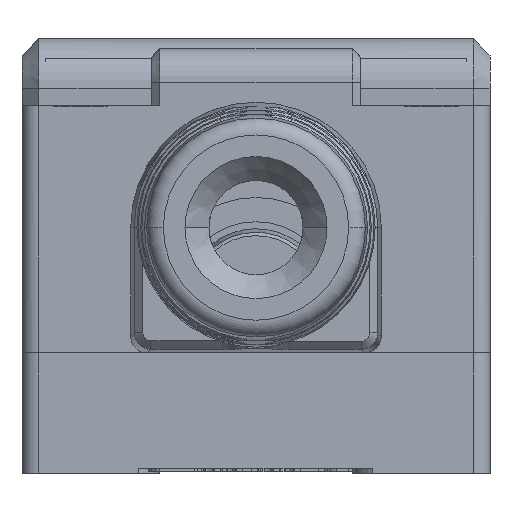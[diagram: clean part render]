
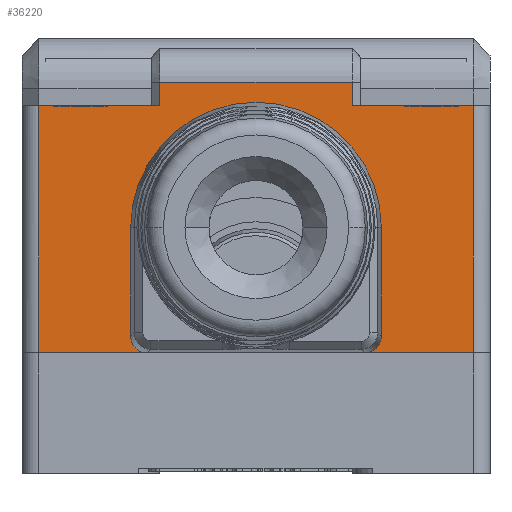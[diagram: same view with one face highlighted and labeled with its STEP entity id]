
A CAD part, front view. The second image highlights one B-rep face of the part: STEP entity #36220.
In plain terms, the highlighted planar face has unit normal (0, -1, 0).
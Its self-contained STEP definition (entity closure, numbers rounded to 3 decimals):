
#1695=CARTESIAN_POINT('',(0.,-56.2,14.7));
#1696=DIRECTION('',(0.,-1.,0.));
#1697=DIRECTION('',(1.,0.,0.017));
#1698=AXIS2_PLACEMENT_3D('',#1695,#1696,#1697);
#1700=CARTESIAN_POINT('',(0.,-56.2,13.25));
#1701=DIRECTION('',(0.,-1.,0.));
#1702=DIRECTION('',(-0.967,0.,0.255));
#1703=AXIS2_PLACEMENT_3D('',#1700,#1701,#1702);
#1705=DIRECTION('',(0.,0.,1.));
#1706=VECTOR('',#1705,7.05);
#1707=CARTESIAN_POINT('',(-6.1,-56.2,6.2));
#1708=LINE('',#1707,#1706);
#1709=DIRECTION('',(-1.,0.,0.));
#1710=VECTOR('',#1709,0.781);
#1711=CARTESIAN_POINT('',(-9.719,-56.2,6.2));
#1712=LINE('',#1711,#1710);
#1713=DIRECTION('',(0.,0.,1.));
#1714=VECTOR('',#1713,0.5);
#1715=CARTESIAN_POINT('',(-10.5,-56.2,5.7));
#1716=LINE('',#1715,#1714);
#1717=DIRECTION('',(0.,0.,-1.));
#1718=VECTOR('',#1717,1.);
#1719=CARTESIAN_POINT('',(-13.25,-56.2,6.7));
#1720=LINE('',#1719,#1718);
#1721=DIRECTION('',(1.,0.,0.));
#1722=VECTOR('',#1721,0.25);
#1723=CARTESIAN_POINT('',(-13.25,-56.2,6.7));
#1724=LINE('',#1723,#1722);
#1725=DIRECTION('',(0.,0.,1.));
#1726=VECTOR('',#1725,15.3);
#1727=CARTESIAN_POINT('',(-13.,-56.2,6.7));
#1728=LINE('',#1727,#1726);
#1729=DIRECTION('',(0.,0.,-1.));
#1730=VECTOR('',#1729,1.4);
#1731=CARTESIAN_POINT('',(-5.75,-56.2,23.4));
#1732=LINE('',#1731,#1730);
#1733=DIRECTION('',(1.,0.,0.));
#1734=VECTOR('',#1733,11.5);
#1735=CARTESIAN_POINT('',(-5.75,-56.2,23.4));
#1736=LINE('',#1735,#1734);
#1737=DIRECTION('',(0.,0.,1.));
#1738=VECTOR('',#1737,1.4);
#1739=CARTESIAN_POINT('',(5.75,-56.2,22.));
#1740=LINE('',#1739,#1738);
#1741=DIRECTION('',(0.,0.,-1.));
#1742=VECTOR('',#1741,15.3);
#1743=CARTESIAN_POINT('',(13.,-56.2,22.));
#1744=LINE('',#1743,#1742);
#1745=DIRECTION('',(1.,0.,0.));
#1746=VECTOR('',#1745,0.25);
#1747=CARTESIAN_POINT('',(13.,-56.2,6.7));
#1748=LINE('',#1747,#1746);
#1749=DIRECTION('',(0.,0.,-1.));
#1750=VECTOR('',#1749,1.);
#1751=CARTESIAN_POINT('',(13.25,-56.2,6.7));
#1752=LINE('',#1751,#1750);
#1753=DIRECTION('',(0.,0.,1.));
#1754=VECTOR('',#1753,0.5);
#1755=CARTESIAN_POINT('',(10.5,-56.2,5.7));
#1756=LINE('',#1755,#1754);
#1757=DIRECTION('',(-1.,0.,0.));
#1758=VECTOR('',#1757,0.781);
#1759=CARTESIAN_POINT('',(10.5,-56.2,6.2));
#1760=LINE('',#1759,#1758);
#1761=DIRECTION('',(0.,0.,1.));
#1762=VECTOR('',#1761,7.05);
#1763=CARTESIAN_POINT('',(6.1,-56.2,6.2));
#1764=LINE('',#1763,#1762);
#1765=CARTESIAN_POINT('',(0.,-56.2,13.25));
#1766=DIRECTION('',(0.,-1.,0.));
#1767=DIRECTION('',(1.,0.,0.));
#1768=AXIS2_PLACEMENT_3D('',#1765,#1766,#1767);
#16542=DIRECTION('',(1.,0.,0.));
#16543=VECTOR('',#16542,2.75);
#16544=CARTESIAN_POINT('',(-13.25,-56.2,5.7));
#16545=LINE('',#16544,#16543);
#16560=DIRECTION('',(1.,0.,0.));
#16561=VECTOR('',#16560,2.75);
#16562=CARTESIAN_POINT('',(10.5,-56.2,5.7));
#16563=LINE('',#16562,#16561);
#16675=DIRECTION('',(-1.,0.,0.));
#16676=VECTOR('',#16675,7.25);
#16677=CARTESIAN_POINT('',(-5.75,-56.2,22.));
#16678=LINE('',#16677,#16676);
#17661=DIRECTION('',(-1.,0.,0.));
#17662=VECTOR('',#17661,7.25);
#17663=CARTESIAN_POINT('',(13.,-56.2,22.));
#17664=LINE('',#17663,#17662);
#20045=DIRECTION('',(1.,0.,0.));
#20046=VECTOR('',#20045,3.619);
#20047=CARTESIAN_POINT('',(-9.719,-56.2,6.2));
#20048=LINE('',#20047,#20046);
#20061=DIRECTION('',(1.,0.,0.));
#20062=VECTOR('',#20061,3.619);
#20063=CARTESIAN_POINT('',(6.1,-56.2,6.2));
#20064=LINE('',#20063,#20062);
#31566=CARTESIAN_POINT('',(-13.25,-56.2,5.7));
#31567=CARTESIAN_POINT('',(-10.5,-56.2,5.7));
#31568=VERTEX_POINT('',#31566);
#31569=VERTEX_POINT('',#31567);
#31570=CARTESIAN_POINT('',(10.5,-56.2,5.7));
#31571=CARTESIAN_POINT('',(13.25,-56.2,5.7));
#31572=VERTEX_POINT('',#31570);
#31573=VERTEX_POINT('',#31571);
#31646=CARTESIAN_POINT('',(13.25,-56.2,6.7));
#31647=VERTEX_POINT('',#31646);
#31648=CARTESIAN_POINT('',(-13.25,-56.2,6.7));
#31649=VERTEX_POINT('',#31648);
#31710=CARTESIAN_POINT('',(-13.,-56.2,22.));
#31711=VERTEX_POINT('',#31710);
#31712=CARTESIAN_POINT('',(13.,-56.2,22.));
#31713=VERTEX_POINT('',#31712);
#31810=CARTESIAN_POINT('',(-5.75,-56.2,23.4));
#31811=CARTESIAN_POINT('',(-5.75,-56.2,22.));
#31812=VERTEX_POINT('',#31810);
#31813=VERTEX_POINT('',#31811);
#31830=CARTESIAN_POINT('',(5.75,-56.2,23.4));
#31831=VERTEX_POINT('',#31830);
#31834=CARTESIAN_POINT('',(5.75,-56.2,22.));
#31835=VERTEX_POINT('',#31834);
#32572=CARTESIAN_POINT('',(-9.719,-56.2,6.2));
#32573=CARTESIAN_POINT('',(-6.1,-56.2,6.2));
#32574=VERTEX_POINT('',#32572);
#32575=VERTEX_POINT('',#32573);
#32576=CARTESIAN_POINT('',(6.1,-56.2,6.2));
#32577=CARTESIAN_POINT('',(9.719,-56.2,6.2));
#32578=VERTEX_POINT('',#32576);
#32579=VERTEX_POINT('',#32577);
#32657=CARTESIAN_POINT('',(-13.,-56.2,6.7));
#32659=VERTEX_POINT('',#32657);
#32661=CARTESIAN_POINT('',(13.,-56.2,6.7));
#32663=VERTEX_POINT('',#32661);
#32676=CARTESIAN_POINT('',(-10.5,-56.2,6.2));
#32678=VERTEX_POINT('',#32676);
#32681=CARTESIAN_POINT('',(10.5,-56.2,6.2));
#32683=VERTEX_POINT('',#32681);
#32696=CARTESIAN_POINT('',(-6.1,-56.2,13.25));
#32697=VERTEX_POINT('',#32696);
#32698=CARTESIAN_POINT('',(6.1,-56.2,13.25));
#32699=VERTEX_POINT('',#32698);
#33147=CARTESIAN_POINT('',(5.899,-56.2,14.803));
#33148=CARTESIAN_POINT('',(-5.899,-56.2,14.803));
#33149=VERTEX_POINT('',#33147);
#33150=VERTEX_POINT('',#33148);
#36166=CARTESIAN_POINT('',(-13.9,-56.2,6.7));
#36167=DIRECTION('',(0.,-1.,0.));
#36168=DIRECTION('',(0.,0.,-1.));
#36169=AXIS2_PLACEMENT_3D('',#36166,#36167,#36168);
#36170=PLANE('',#36169);
#36171=ORIENTED_EDGE('',*,*,#36150,.T.);
#36173=ORIENTED_EDGE('',*,*,#36172,.T.);
#36175=ORIENTED_EDGE('',*,*,#36174,.F.);
#36177=ORIENTED_EDGE('',*,*,#36176,.F.);
#36179=ORIENTED_EDGE('',*,*,#36178,.T.);
#36181=ORIENTED_EDGE('',*,*,#36180,.F.);
#36183=ORIENTED_EDGE('',*,*,#36182,.F.);
#36185=ORIENTED_EDGE('',*,*,#36184,.F.);
#36187=ORIENTED_EDGE('',*,*,#36186,.T.);
#36189=ORIENTED_EDGE('',*,*,#36188,.T.);
#36191=ORIENTED_EDGE('',*,*,#36190,.F.);
#36193=ORIENTED_EDGE('',*,*,#36192,.F.);
#36195=ORIENTED_EDGE('',*,*,#36194,.T.);
#36197=ORIENTED_EDGE('',*,*,#36196,.F.);
#36199=ORIENTED_EDGE('',*,*,#36198,.F.);
#36201=ORIENTED_EDGE('',*,*,#36200,.T.);
#36203=ORIENTED_EDGE('',*,*,#36202,.T.);
#36205=ORIENTED_EDGE('',*,*,#36204,.T.);
#36207=ORIENTED_EDGE('',*,*,#36206,.F.);
#36209=ORIENTED_EDGE('',*,*,#36208,.T.);
#36211=ORIENTED_EDGE('',*,*,#36210,.T.);
#36213=ORIENTED_EDGE('',*,*,#36212,.F.);
#36215=ORIENTED_EDGE('',*,*,#36214,.T.);
#36217=ORIENTED_EDGE('',*,*,#36216,.T.);
#36218=EDGE_LOOP('',(#36171,#36173,#36175,#36177,#36179,#36181,#36183,#36185,
#36187,#36189,#36191,#36193,#36195,#36197,#36199,#36201,#36203,#36205,#36207,
#36209,#36211,#36213,#36215,#36217));
#36219=FACE_OUTER_BOUND('',#36218,.F.);
#36220=ADVANCED_FACE('',(#36219),#36170,.T.);
#1699=CIRCLE('',#1698,5.9);
#1704=CIRCLE('',#1703,6.1);
#1769=CIRCLE('',#1768,6.1);
#36150=EDGE_CURVE('',#33149,#33150,#1699,.T.);
#36172=EDGE_CURVE('',#33150,#32697,#1704,.T.);
#36174=EDGE_CURVE('',#32575,#32697,#1708,.T.);
#36176=EDGE_CURVE('',#32574,#32575,#20048,.T.);
#36178=EDGE_CURVE('',#32574,#32678,#1712,.T.);
#36180=EDGE_CURVE('',#31569,#32678,#1716,.T.);
#36182=EDGE_CURVE('',#31568,#31569,#16545,.T.);
#36184=EDGE_CURVE('',#31649,#31568,#1720,.T.);
#36186=EDGE_CURVE('',#31649,#32659,#1724,.T.);
#36188=EDGE_CURVE('',#32659,#31711,#1728,.T.);
#36190=EDGE_CURVE('',#31813,#31711,#16678,.T.);
#36192=EDGE_CURVE('',#31812,#31813,#1732,.T.);
#36194=EDGE_CURVE('',#31812,#31831,#1736,.T.);
#36196=EDGE_CURVE('',#31835,#31831,#1740,.T.);
#36198=EDGE_CURVE('',#31713,#31835,#17664,.T.);
#36200=EDGE_CURVE('',#31713,#32663,#1744,.T.);
#36202=EDGE_CURVE('',#32663,#31647,#1748,.T.);
#36204=EDGE_CURVE('',#31647,#31573,#1752,.T.);
#36206=EDGE_CURVE('',#31572,#31573,#16563,.T.);
#36208=EDGE_CURVE('',#31572,#32683,#1756,.T.);
#36210=EDGE_CURVE('',#32683,#32579,#1760,.T.);
#36212=EDGE_CURVE('',#32578,#32579,#20064,.T.);
#36214=EDGE_CURVE('',#32578,#32699,#1764,.T.);
#36216=EDGE_CURVE('',#32699,#33149,#1769,.T.);
